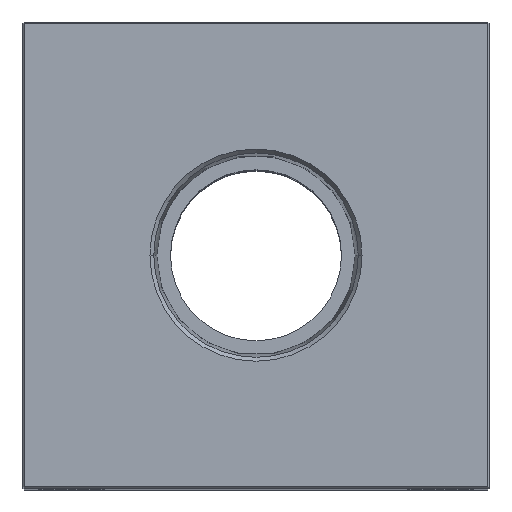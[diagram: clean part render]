
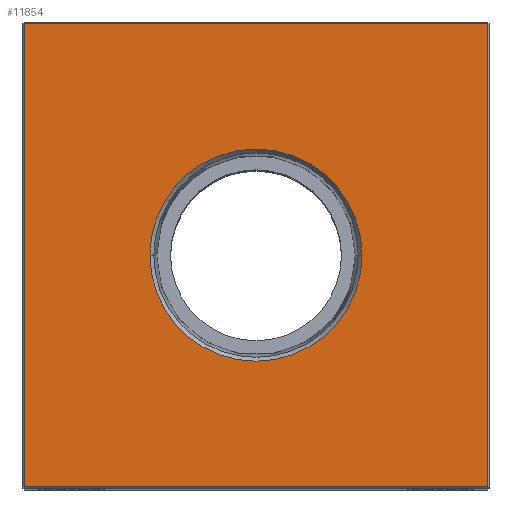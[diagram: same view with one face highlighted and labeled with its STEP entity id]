
A CAD part, top view. The second image highlights one B-rep face of the part: STEP entity #11854.
In plain terms, the highlighted planar face has unit normal (0, 0, 1).
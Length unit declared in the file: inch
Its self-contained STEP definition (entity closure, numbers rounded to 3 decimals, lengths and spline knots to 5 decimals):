
#91 = EDGE_CURVE ( 'NONE', #24031, #1588, #5655, .T. ) ;
#365 = VERTEX_POINT ( 'NONE', #3670 ) ;
#469 = CARTESIAN_POINT ( 'NONE',  ( 0., 1.49, 6.25 ) ) ;
#1093 = FACE_BOUND ( 'NONE', #21915, .T. ) ;
#1588 = VERTEX_POINT ( 'NONE', #2234 ) ;
#1953 = ORIENTED_EDGE ( 'NONE', *, *, #91, .F. ) ;
#2144 = CARTESIAN_POINT ( 'NONE',  ( 1.49, 0., 6.25 ) ) ;
#2234 = CARTESIAN_POINT ( 'NONE',  ( -0.68248, 0., 6.25 ) ) ;
#2768 = DIRECTION ( 'NONE',  ( -1., 0., 0. ) ) ;
#2814 = AXIS2_PLACEMENT_3D ( 'NONE', #21898, #24199, #6783 ) ;
#3670 = CARTESIAN_POINT ( 'NONE',  ( -1.49, 1.49, 6.25 ) ) ;
#4221 = VECTOR ( 'NONE', #15220, 39.37008 ) ;
#5655 = CIRCLE ( 'NONE', #2814, 0.68248 ) ;
#5915 = ORIENTED_EDGE ( 'NONE', *, *, #23348, .T. ) ;
#6185 = DIRECTION ( 'NONE',  ( 0., 0., 1. ) ) ;
#6238 = VECTOR ( 'NONE', #21732, 39.37008 ) ;
#6434 = VERTEX_POINT ( 'NONE', #18326 ) ;
#6711 = FACE_OUTER_BOUND ( 'NONE', #17520, .T. ) ;
#6783 = DIRECTION ( 'NONE',  ( 1., 0., 0. ) ) ;
#6834 = DIRECTION ( 'NONE',  ( 0., 0., -1. ) ) ;
#7084 = DIRECTION ( 'NONE',  ( -1., 0., 0. ) ) ;
#7177 = ORIENTED_EDGE ( 'NONE', *, *, #14294, .T. ) ;
#7742 = LINE ( 'NONE', #2144, #6238 ) ;
#8333 = DIRECTION ( 'NONE',  ( 1., 0., 0. ) ) ;
#9087 = EDGE_CURVE ( 'NONE', #1588, #24031, #10155, .T. ) ;
#9379 = CARTESIAN_POINT ( 'NONE',  ( -1.49, -1.49, 6.25 ) ) ;
#9403 = VECTOR ( 'NONE', #2768, 39.37008 ) ;
#10155 = CIRCLE ( 'NONE', #19962, 0.68248 ) ;
#11854 = ADVANCED_FACE ( 'NONE', ( #6711, #1093 ), #14721, .F. ) ;
#12105 = VERTEX_POINT ( 'NONE', #12991 ) ;
#12991 = CARTESIAN_POINT ( 'NONE',  ( 1.49, 1.49, 6.25 ) ) ;
#13190 = CARTESIAN_POINT ( 'NONE',  ( 0., -1.49, 6.25 ) ) ;
#14294 = EDGE_CURVE ( 'NONE', #12105, #365, #23758, .T. ) ;
#14721 = PLANE ( 'NONE',  #23988 ) ;
#15220 = DIRECTION ( 'NONE',  ( 1., 0., 0. ) ) ;
#15341 = LINE ( 'NONE', #13190, #4221 ) ;
#16232 = ORIENTED_EDGE ( 'NONE', *, *, #22504, .T. ) ;
#17520 = EDGE_LOOP ( 'NONE', ( #5915, #23694, #16232, #7177 ) ) ;
#17939 = ORIENTED_EDGE ( 'NONE', *, *, #9087, .F. ) ;
#18088 = DIRECTION ( 'NONE',  ( 0., -1., 0. ) ) ;
#18326 = CARTESIAN_POINT ( 'NONE',  ( 1.49, -1.49, 6.25 ) ) ;
#19527 = CARTESIAN_POINT ( 'NONE',  ( 0., 0., 6.25 ) ) ;
#19628 = VECTOR ( 'NONE', #18088, 39.37008 ) ;
#19962 = AXIS2_PLACEMENT_3D ( 'NONE', #19527, #6185, #8333 ) ;
#20302 = CARTESIAN_POINT ( 'NONE',  ( 0., 0., 6.25 ) ) ;
#21732 = DIRECTION ( 'NONE',  ( 0., 1., 0. ) ) ;
#21898 = CARTESIAN_POINT ( 'NONE',  ( 0., 0., 6.25 ) ) ;
#21915 = EDGE_LOOP ( 'NONE', ( #1953, #17939 ) ) ;
#22018 = CARTESIAN_POINT ( 'NONE',  ( -1.49, 0., 6.25 ) ) ;
#22504 = EDGE_CURVE ( 'NONE', #6434, #12105, #7742, .T. ) ;
#22997 = CARTESIAN_POINT ( 'NONE',  ( 0.68248, 0., 6.25 ) ) ;
#23348 = EDGE_CURVE ( 'NONE', #365, #24539, #23917, .T. ) ;
#23694 = ORIENTED_EDGE ( 'NONE', *, *, #23708, .T. ) ;
#23708 = EDGE_CURVE ( 'NONE', #24539, #6434, #15341, .T. ) ;
#23758 = LINE ( 'NONE', #469, #9403 ) ;
#23917 = LINE ( 'NONE', #22018, #19628 ) ;
#23988 = AXIS2_PLACEMENT_3D ( 'NONE', #20302, #6834, #7084 ) ;
#24031 = VERTEX_POINT ( 'NONE', #22997 ) ;
#24199 = DIRECTION ( 'NONE',  ( 0., 0., 1. ) ) ;
#24539 = VERTEX_POINT ( 'NONE', #9379 ) ;
